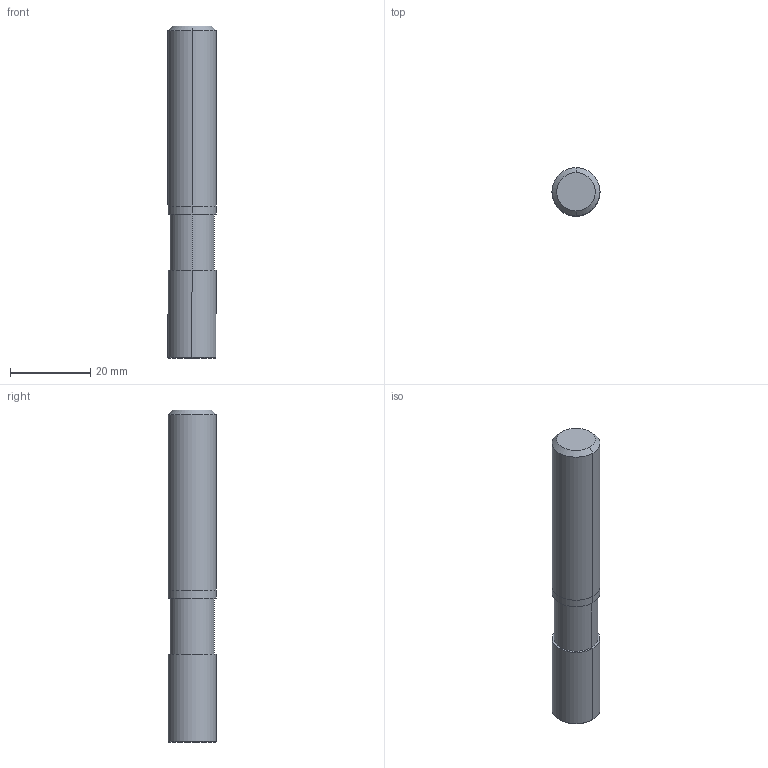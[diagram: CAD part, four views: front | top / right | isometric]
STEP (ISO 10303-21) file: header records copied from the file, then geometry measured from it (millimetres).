
FILE_DESCRIPTION((''),'2;1');
FILE_NAME('607303435-000-00-E43','2019-09-20T14:07:13',('steckerb'),(''),'CREO PARAMETRIC BY PTC INC, 2018300','CREO PARAMETRIC BY PTC INC, 2018300','');
FILE_SCHEMA(('AP242_MANAGED_MODEL_BASED_3D_ENGINEERING_MIM_LF { 1 0 10303 442 1 1 4 }'));
Length unit declared in the file: millimetre
Products named in the file (1): 607303435-000-00-E43
Bounding box: 12 x 12 x 83 mm (x, y, z)
Volume: 9107.8 mm3; surface area: 3313.6 mm2
Topology: 1 solids, 1 shells, 16 faces, 600 edges, 1106 vertices
Faces by surface type: cylinder 8, plane 4, cone 4
Entity records: 4002 total; most frequent: CARTESIAN_POINT 1951, B_SPLINE_CURVE_WITH_KNOTS 407, DIRECTION 304, TRIMMED_CURVE 163, VECTOR 122, LINE 122, PRESENTATION_STYLE_ASSIGNMENT 94, AXIS2_PLACEMENT_3D 91
